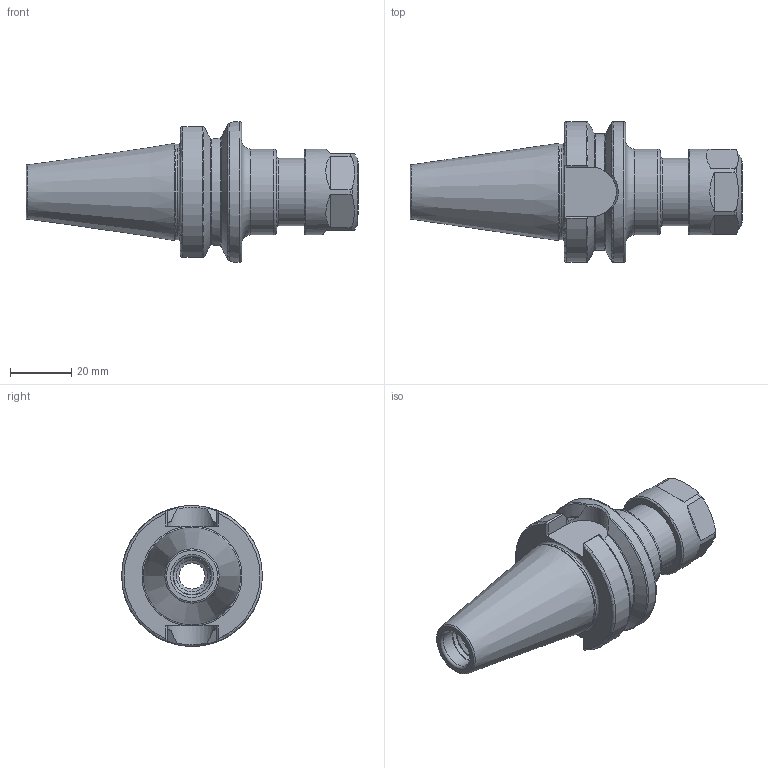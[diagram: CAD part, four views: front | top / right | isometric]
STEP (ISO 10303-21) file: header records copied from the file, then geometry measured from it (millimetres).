
FILE_DESCRIPTION(/* description */ (''),/* implementation_level */ '2;1');
FILE_NAME(/* name */ 'BT30-ER16-60.stp',/* time_stamp */ '2022-08-31T16:26:00+08:00',/* author */ ('Administrator'),/* organization */ (''),/* preprocessor_version */ 'ST-DEVELOPER v18.1',/* originating_system */ 'Autodesk Inventor 2022',/* authorisation */ '');
FILE_SCHEMA (('AUTOMOTIVE_DESIGN { 1 0 10303 214 3 1 1 }'));
Length unit declared in the file: millimetre
Products named in the file (3): BT30-ER16-60; BT30-ER16-60_1; ER16A单偏心压帽
Assembly tree (2 placements, depth 2):
  BT30-ER16-60
    BT30-ER16-60_1
    ER16A单偏心压帽
Bounding box: 108.4 x 46 x 46 mm (x, y, z)
Volume: 62257.9 mm3; surface area: 18218.1 mm2
Topology: 2 solids, 2 shells, 119 faces, 312 edges, 202 vertices
Faces by surface type: plane 42, torus 28, cylinder 22, cone 17, bspline 10
Full cylindrical faces by diameter (mm): 8.5 x1, 10.3 x1, 10.5 x1, 12.5 x1, 12.8 x1, 13.1 x1, 16.7 x1, 20.376 x1, 22 x1, 22.5 x1, 28 x2, 31.15 x1, 46 x1
Entity records: 4647 total; most frequent: CARTESIAN_POINT 1704, ORIENTED_EDGE 624, DIRECTION 574, EDGE_CURVE 312, AXIS2_PLACEMENT_3D 240, VERTEX_POINT 202, EDGE_LOOP 128, FACE_OUTER_BOUND 119
